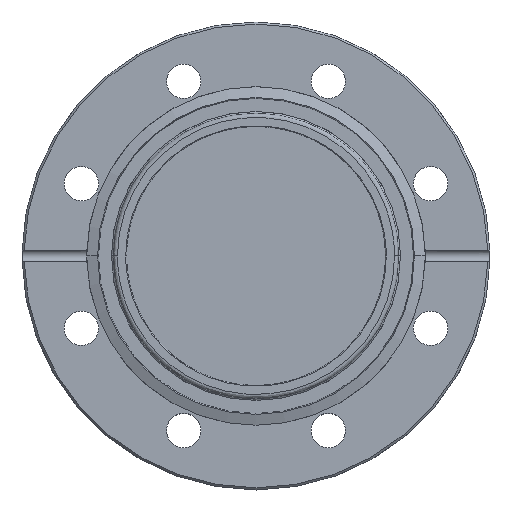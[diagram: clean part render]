
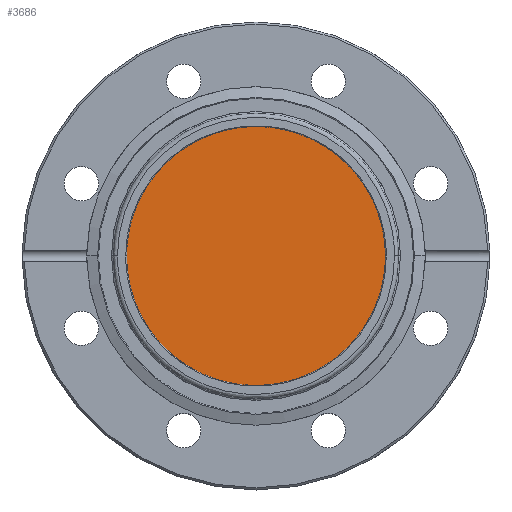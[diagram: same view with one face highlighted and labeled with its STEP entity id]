
A CAD part, top view. The second image highlights one B-rep face of the part: STEP entity #3686.
In plain terms, the highlighted planar face has unit normal (0, 0, 1).
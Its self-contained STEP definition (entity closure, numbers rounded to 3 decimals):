
#173 = ORIENTED_EDGE ( 'NONE', *, *, #1431, .F. ) ;
#255 = ORIENTED_EDGE ( 'NONE', *, *, #3270, .F. ) ;
#555 = PLANE ( 'NONE',  #963 ) ;
#580 = CARTESIAN_POINT ( 'NONE',  ( 0., 0., 3. ) ) ;
#777 = DIRECTION ( 'NONE',  ( 0., 0., -1. ) ) ;
#874 = DIRECTION ( 'NONE',  ( -1., 0., 0. ) ) ;
#963 = AXIS2_PLACEMENT_3D ( 'NONE', #2674, #2980, #1152 ) ;
#1152 = DIRECTION ( 'NONE',  ( -1., 0., 0. ) ) ;
#1421 = FACE_OUTER_BOUND ( 'NONE', #2709, .T. ) ;
#1431 = EDGE_CURVE ( 'NONE', #3235, #3219, #2710, .T. ) ;
#1453 = CARTESIAN_POINT ( 'NONE',  ( -33.8, 0., 3. ) ) ;
#1476 = CIRCLE ( 'NONE', #2959, 33.8 ) ;
#1781 = AXIS2_PLACEMENT_3D ( 'NONE', #2600, #777, #2906 ) ;
#2073 = CARTESIAN_POINT ( 'NONE',  ( 33.8, 0., 3. ) ) ;
#2600 = CARTESIAN_POINT ( 'NONE',  ( 0., 0., 3. ) ) ;
#2674 = CARTESIAN_POINT ( 'NONE',  ( 0., 0., 3. ) ) ;
#2699 = DIRECTION ( 'NONE',  ( 0., 0., -1. ) ) ;
#2709 = EDGE_LOOP ( 'NONE', ( #255, #173 ) ) ;
#2710 = CIRCLE ( 'NONE', #1781, 33.8 ) ;
#2906 = DIRECTION ( 'NONE',  ( -1., 0., 0. ) ) ;
#2959 = AXIS2_PLACEMENT_3D ( 'NONE', #580, #2699, #874 ) ;
#2980 = DIRECTION ( 'NONE',  ( 0., 0., -1. ) ) ;
#3219 = VERTEX_POINT ( 'NONE', #1453 ) ;
#3235 = VERTEX_POINT ( 'NONE', #2073 ) ;
#3270 = EDGE_CURVE ( 'NONE', #3219, #3235, #1476, .T. ) ;
#3686 = ADVANCED_FACE ( 'NONE', ( #1421 ), #555, .F. ) ;
